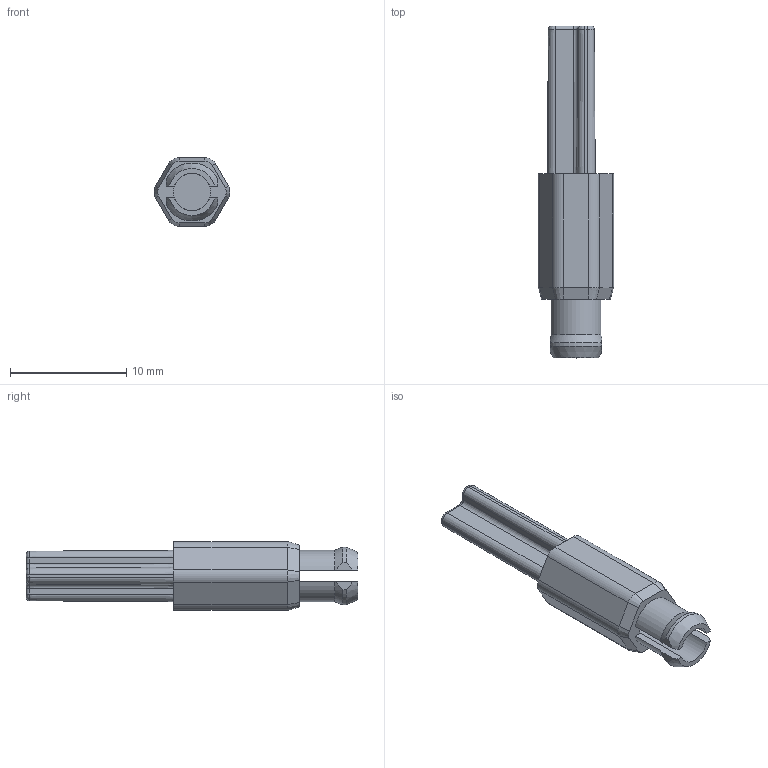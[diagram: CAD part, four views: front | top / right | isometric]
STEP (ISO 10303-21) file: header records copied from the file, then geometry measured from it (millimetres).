
FILE_DESCRIPTION((''),'2;1');
FILE_NAME('XIAO','2017-09-12T',('tl.yang'),(''),'PRO/ENGINEER BY PARAMETRIC TECHNOLOGY CORPORATION, 2011500','PRO/ENGINEER BY PARAMETRIC TECHNOLOGY CORPORATION, 2011500','');
FILE_SCHEMA(('CONFIG_CONTROL_DESIGN'));
Length unit declared in the file: millimetre
Products named in the file (1): XIAO
Bounding box: 6.52 x 28.55 x 5.92 mm (x, y, z)
Volume: 405.9 mm3; surface area: 657.3 mm2
Topology: 1 solids, 1 shells, 80 faces, 200 edges, 124 vertices
Faces by surface type: plane 34, cylinder 20, cone 18, bspline 6, torus 2
Entity records: 2508 total; most frequent: CARTESIAN_POINT 554, DIRECTION 408, ORIENTED_EDGE 400, EDGE_CURVE 200, AXIS2_PLACEMENT_3D 150, VERTEX_POINT 124, VECTOR 108, LINE 108
